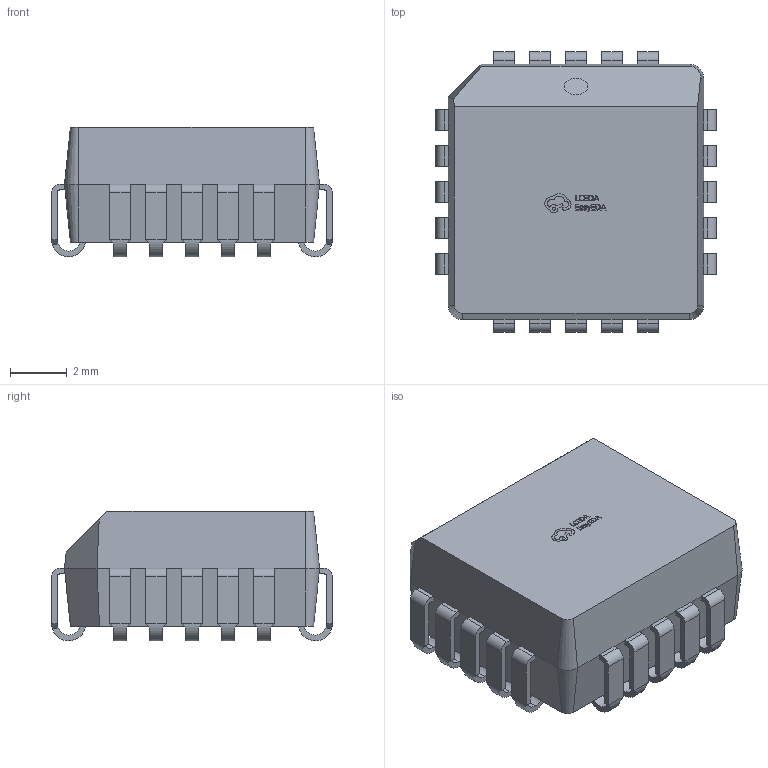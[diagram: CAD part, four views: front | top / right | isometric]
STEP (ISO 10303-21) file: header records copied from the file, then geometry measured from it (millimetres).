
FILE_DESCRIPTION (( 'STEP AP214' ), '1' );
FILE_NAME ('PLCC-20_L9.0-W9.0-P1.27-LS9.9-T.step', '2022-07-08T04:03:35', ( '' ), ( '' ), 'SwSTEP 2.0', 'SolidWorks 2020', '' );
FILE_SCHEMA (( 'AUTOMOTIVE_DESIGN' ));
Length unit declared in the file: millimetre
Products named in the file (1): PLCC-20_L9.0-W9.0-P1.27-LS9.9-T
Bounding box: 9.9 x 9.9 x 4.57 mm (x, y, z)
Volume: 312.2 mm3; surface area: 391.4 mm2
Topology: 1 solids, 1 shells, 595 faces, 1670 edges, 1084 vertices
Faces by surface type: plane 385, bspline 112, cylinder 92, cone 6
Entity records: 26803 total; most frequent: CARTESIAN_POINT 5697, ORIENTED_EDGE 3340, DIRECTION 2521, EDGE_CURVE 1670, LINE 1169, VECTOR 1169, VERTEX_POINT 1084, AXIS2_PLACEMENT_3D 676
